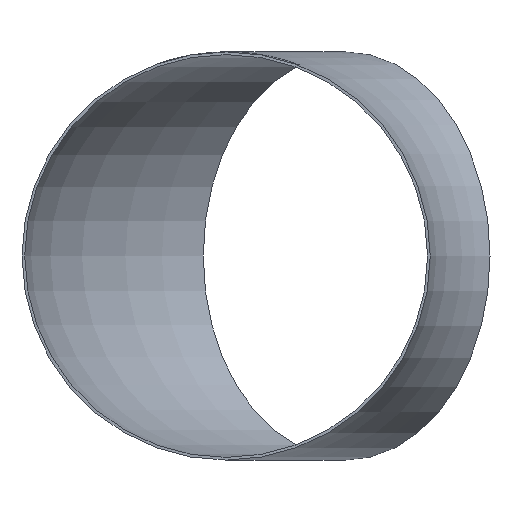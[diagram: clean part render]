
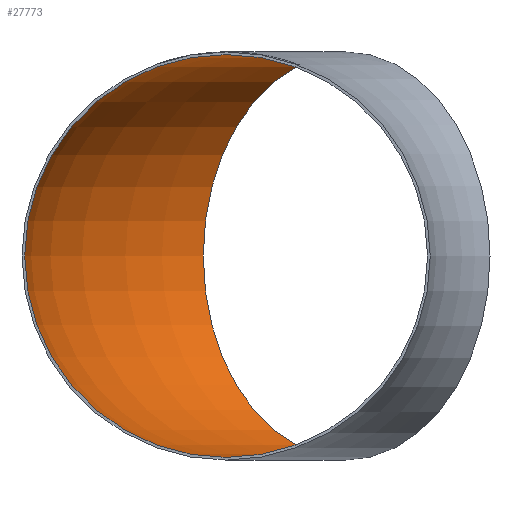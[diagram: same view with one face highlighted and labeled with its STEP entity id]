
A CAD part, front view. The second image highlights one B-rep face of the part: STEP entity #27773.
In plain terms, the highlighted toroidal (fillet/blend) face has major radius 610 mm and minor radius 301 mm.
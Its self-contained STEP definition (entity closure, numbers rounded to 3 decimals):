
#1094 = DIRECTION ( 'NONE',  ( 0., 0., 1. ) ) ;
#1694 = CARTESIAN_POINT ( 'NONE',  ( -431.335, 431.335, 0. ) ) ;
#1945 = DIRECTION ( 'NONE',  ( 0., 0., -1. ) ) ;
#3148 = AXIS2_PLACEMENT_3D ( 'NONE', #34329, #6949, #1094 ) ;
#4353 = DIRECTION ( 'NONE',  ( -0.707, 0.707, 0. ) ) ;
#5947 = VERTEX_POINT ( 'NONE', #32632 ) ;
#6949 = DIRECTION ( 'NONE',  ( 0., 1., 0. ) ) ;
#7279 = FACE_OUTER_BOUND ( 'NONE', #34217, .T. ) ;
#7364 = DIRECTION ( 'NONE',  ( 0.707, 0.707, 0. ) ) ;
#8313 = TOROIDAL_SURFACE ( 'NONE', #28172, 610., 301. ) ;
#8434 = VERTEX_POINT ( 'NONE', #29582 ) ;
#8908 = ORIENTED_EDGE ( 'NONE', *, *, #29015, .F. ) ;
#9775 = CARTESIAN_POINT ( 'NONE',  ( 0., 0., 0. ) ) ;
#15454 = FACE_OUTER_BOUND ( 'NONE', #25217, .T. ) ;
#15712 = CIRCLE ( 'NONE', #3148, 301. ) ;
#15924 = EDGE_CURVE ( 'NONE', #8434, #8434, #29081, .T. ) ;
#18294 = AXIS2_PLACEMENT_3D ( 'NONE', #1694, #7364, #4353 ) ;
#25217 = EDGE_LOOP ( 'NONE', ( #8908 ) ) ;
#25787 = DIRECTION ( 'NONE',  ( -1., 0., 0. ) ) ;
#26416 = ORIENTED_EDGE ( 'NONE', *, *, #15924, .T. ) ;
#27773 = ADVANCED_FACE ( 'NONE', ( #7279, #15454 ), #8313, .F. ) ;
#28172 = AXIS2_PLACEMENT_3D ( 'NONE', #9775, #1945, #25787 ) ;
#29015 = EDGE_CURVE ( 'NONE', #5947, #5947, #15712, .T. ) ;
#29081 = CIRCLE ( 'NONE', #18294, 301. ) ;
#29582 = CARTESIAN_POINT ( 'NONE',  ( -644.174, 644.174, 0. ) ) ;
#32632 = CARTESIAN_POINT ( 'NONE',  ( -610., 0., 301. ) ) ;
#34217 = EDGE_LOOP ( 'NONE', ( #26416 ) ) ;
#34329 = CARTESIAN_POINT ( 'NONE',  ( -610., 0., 0. ) ) ;
